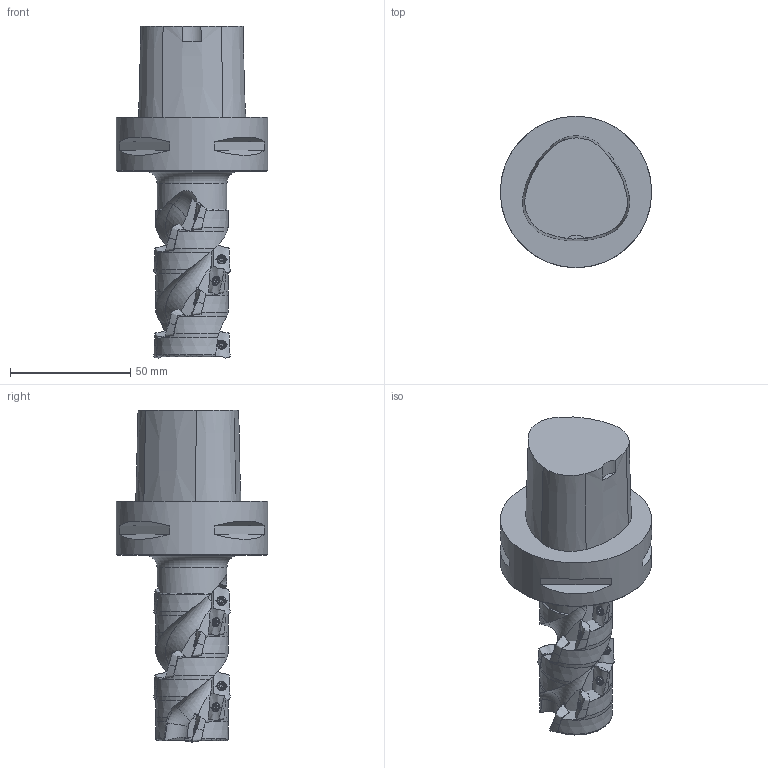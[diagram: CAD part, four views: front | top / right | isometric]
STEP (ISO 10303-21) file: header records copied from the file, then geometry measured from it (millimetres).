
FILE_DESCRIPTION(/* description */ (''),/* implementation_level */ '2;1');
FILE_NAME(/* name */ '1583464609790.stp',/* time_stamp */ '2020-03-06T08:47:05+05:00',/* author */ (''),/* organization */ ('SMS'),/* preprocessor_version */ 'ST-DEVELOPER v16.7',/* originating_system */ 'SIEMENS PLM Software NX 12.0',/* authorisation */ '');
FILE_SCHEMA (('AUTOMOTIVE_DESIGN { 1 0 10303 214 3 1 1 1 }'));
Products named in the file (4): ASSEMBLY_CONSTRUCTION; 201207134mod000_00; 202869712mod000_00; 202869717mod000_00
Assembly tree (16 placements, depth 2):
  202869717mod000_00
    202869712mod000_00
    201207134mod000_00  x14
    ASSEMBLY_CONSTRUCTION
Bounding box: 63 x 63 x 138.18 mm (x, y, z)
Volume: 163353.3 mm3; surface area: 28192.5 mm2
Topology: 15 solids, 16 shells, 718 faces, 1745 edges, 1139 vertices
Faces by surface type: cylinder 215, plane 196, cone 153, bspline 86, torus 50, sphere 14, revolution 4
Full cylindrical faces by diameter (mm): 2.5 x14, 2.8 x14, 3.45 x14, 29.117 x1, 63 x1
Entity records: 48037 total; most frequent: CARTESIAN_POINT 35967, ORIENTED_EDGE 2450, DIRECTION 2368, EDGE_CURVE 1225, AXIS2_PLACEMENT_3D 1084, VERTEX_POINT 810, EDGE_LOOP 638, ADVANCED_FACE 536
